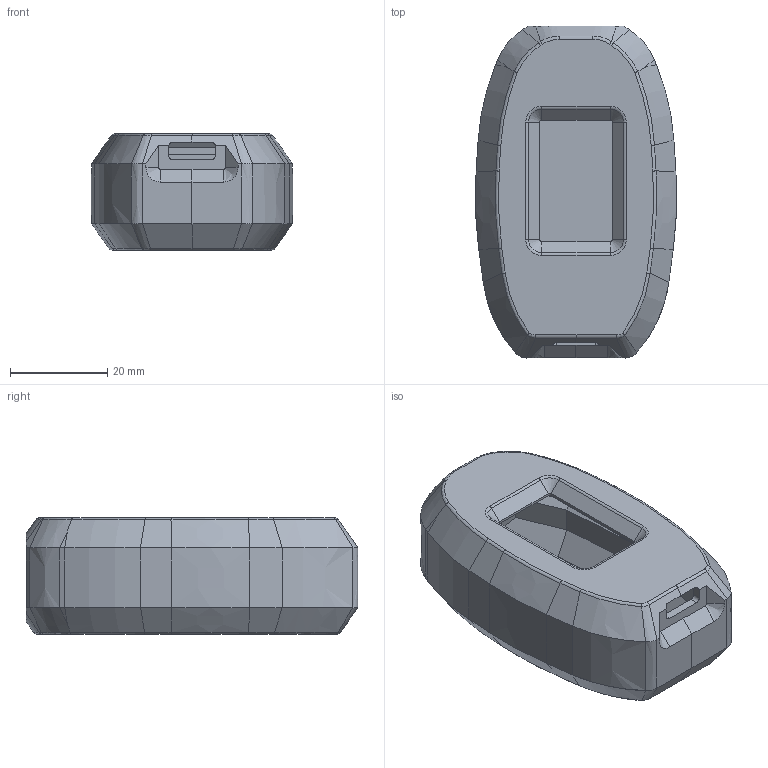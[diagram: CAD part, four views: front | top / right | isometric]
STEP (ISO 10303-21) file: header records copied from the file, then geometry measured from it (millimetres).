
FILE_DESCRIPTION(/* description */ (''),/* implementation_level */ '2;1');
FILE_NAME(/* name */ 'case.step',/* time_stamp */ '2020-10-20T22:30:26-07:00',/* author */ (''),/* organization */ (''),/* preprocessor_version */ 'ST-DEVELOPER v18.1',/* originating_system */ 'Autodesk Translation Framework v9.3.0.1241',/* authorisation */ '');
FILE_SCHEMA (('AUTOMOTIVE_DESIGN { 1 0 10303 214 3 1 1 }'));
Length unit declared in the file: millimetre
Products named in the file (3): knobby2-smooth; lid; body
Assembly tree (2 placements, depth 2):
  knobby2-smooth
    lid
    body
Bounding box: 41.44 x 68.31 x 23.9 mm (x, y, z)
Volume: 18971.4 mm3; surface area: 19456.3 mm2
Topology: 2 solids, 2 shells, 366 faces, 909 edges, 568 vertices
Faces by surface type: plane 239, bspline 62, cylinder 35, cone 26, torus 4
Full cylindrical faces by diameter (mm): 6.8 x1
Entity records: 12660 total; most frequent: CARTESIAN_POINT 4357, ORIENTED_EDGE 1818, DIRECTION 1463, EDGE_CURVE 909, LINE 605, VECTOR 605, VERTEX_POINT 568, AXIS2_PLACEMENT_3D 429
